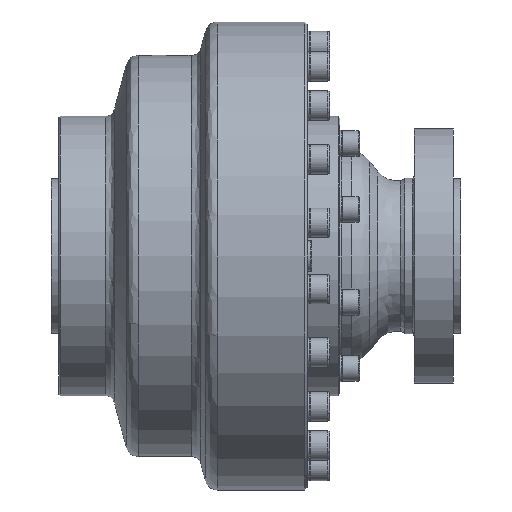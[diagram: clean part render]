
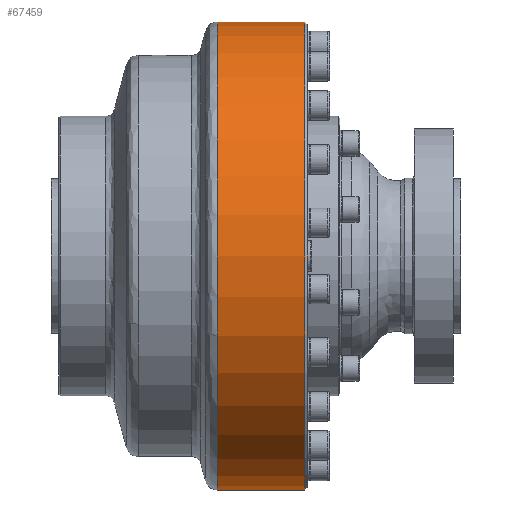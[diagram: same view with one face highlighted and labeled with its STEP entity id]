
A CAD part, front view. The second image highlights one B-rep face of the part: STEP entity #67459.
In plain terms, the highlighted cylindrical face has radius 192.5 mm (diameter 385 mm), a partial arc.
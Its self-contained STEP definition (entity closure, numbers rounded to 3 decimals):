
#47 = CARTESIAN_POINT ( 'NONE',  ( 210., 0., 192.5 ) ) ;
#1008 = CARTESIAN_POINT ( 'NONE',  ( 138.042, 0., 192.5 ) ) ;
#2465 = CIRCLE ( 'NONE', #65933, 192.5 ) ;
#3019 = CARTESIAN_POINT ( 'NONE',  ( 210., 0., 0. ) ) ;
#5191 = EDGE_CURVE ( 'NONE', #62709, #26613, #64177, .T. ) ;
#6024 = CARTESIAN_POINT ( 'NONE',  ( 0., 0., 0. ) ) ;
#7227 = VECTOR ( 'NONE', #18820, 1000. ) ;
#8744 = DIRECTION ( 'NONE',  ( 0., 0., 1. ) ) ;
#8761 = CARTESIAN_POINT ( 'NONE',  ( 138.042, 0., 0. ) ) ;
#13965 = CARTESIAN_POINT ( 'NONE',  ( 210., 0., -192.5 ) ) ;
#14592 = DIRECTION ( 'NONE',  ( 0., 0., 1. ) ) ;
#14774 = ORIENTED_EDGE ( 'NONE', *, *, #50986, .T. ) ;
#18820 = DIRECTION ( 'NONE',  ( -1., 0., 0. ) ) ;
#19241 = EDGE_CURVE ( 'NONE', #26613, #68896, #22459, .T. ) ;
#19464 = DIRECTION ( 'NONE',  ( -1., 0., 0. ) ) ;
#22459 = LINE ( 'NONE', #58713, #7227 ) ;
#24784 = EDGE_CURVE ( 'NONE', #44177, #68896, #2465, .T. ) ;
#25026 = ORIENTED_EDGE ( 'NONE', *, *, #24784, .T. ) ;
#25197 = CARTESIAN_POINT ( 'NONE',  ( 0., 0., 192.5 ) ) ;
#26613 = VERTEX_POINT ( 'NONE', #13965 ) ;
#37171 = ORIENTED_EDGE ( 'NONE', *, *, #5191, .F. ) ;
#40712 = FACE_OUTER_BOUND ( 'NONE', #72922, .T. ) ;
#42672 = CARTESIAN_POINT ( 'NONE',  ( 138.042, 0., -192.5 ) ) ;
#43144 = DIRECTION ( 'NONE',  ( 1., 0., 0. ) ) ;
#44177 = VERTEX_POINT ( 'NONE', #1008 ) ;
#45012 = AXIS2_PLACEMENT_3D ( 'NONE', #3019, #43144, #8744 ) ;
#46912 = DIRECTION ( 'NONE',  ( 0., 0., 1. ) ) ;
#48936 = DIRECTION ( 'NONE',  ( 1., 0., 0. ) ) ;
#49489 = ORIENTED_EDGE ( 'NONE', *, *, #19241, .F. ) ;
#50986 = EDGE_CURVE ( 'NONE', #62709, #44177, #57338, .T. ) ;
#52457 = DIRECTION ( 'NONE',  ( -1., 0., 0. ) ) ;
#55536 = VECTOR ( 'NONE', #19464, 1000. ) ;
#57338 = LINE ( 'NONE', #25197, #55536 ) ;
#58713 = CARTESIAN_POINT ( 'NONE',  ( 0., 0., -192.5 ) ) ;
#62198 = CYLINDRICAL_SURFACE ( 'NONE', #65745, 192.5 ) ;
#62709 = VERTEX_POINT ( 'NONE', #47 ) ;
#64177 = CIRCLE ( 'NONE', #45012, 192.5 ) ;
#65745 = AXIS2_PLACEMENT_3D ( 'NONE', #6024, #52457, #46912 ) ;
#65933 = AXIS2_PLACEMENT_3D ( 'NONE', #8761, #48936, #14592 ) ;
#67459 = ADVANCED_FACE ( 'NONE', ( #40712 ), #62198, .T. ) ;
#68896 = VERTEX_POINT ( 'NONE', #42672 ) ;
#72922 = EDGE_LOOP ( 'NONE', ( #49489, #37171, #14774, #25026 ) ) ;
